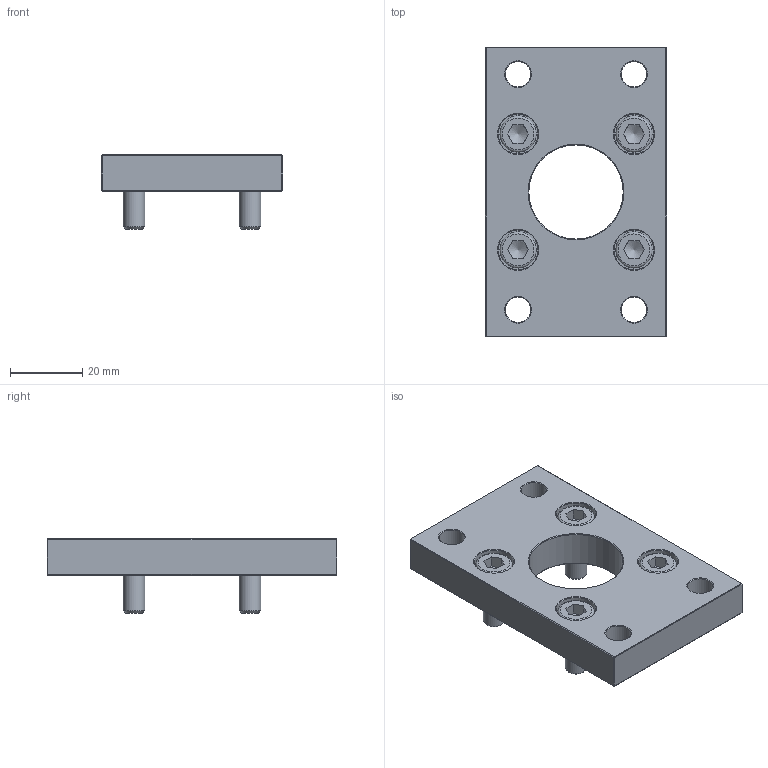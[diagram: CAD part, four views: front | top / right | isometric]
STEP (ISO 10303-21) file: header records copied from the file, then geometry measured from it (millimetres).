
FILE_DESCRIPTION(/* description */ (''),/* implementation_level */ '2;1');
FILE_NAME(/* name */ 'CAD_108626.stp',/* time_stamp */ '2021-01-19T10:35:11+01:00',/* author */ ('Hypex'),/* organization */ ('Hypex'),/* preprocessor_version */ 'ST-DEVELOPER v18',/* originating_system */ 'Autodesk Inventor 2020',/* authorisation */ '');
FILE_SCHEMA (('AUTOMOTIVE_DESIGN { 1 0 10303 214 3 1 1 }'));
Length unit declared in the file: millimetre
Products named in the file (1): CAD_108626
Bounding box: 50 x 80 x 20.5 mm (x, y, z)
Volume: 33307.6 mm3; surface area: 13980.7 mm2
Topology: 1 solids, 1 shells, 125 faces, 303 edges, 196 vertices
Faces by surface type: plane 66, cone 30, cylinder 21, torus 8
Full cylindrical faces by diameter (mm): 6 x4, 6.6 x4, 7 x4, 10 x4, 11 x4, 26 x1
Entity records: 3833 total; most frequent: CARTESIAN_POINT 677, DIRECTION 647, ORIENTED_EDGE 598, EDGE_CURVE 299, AXIS2_PLACEMENT_3D 250, VERTEX_POINT 196, EDGE_LOOP 155, LINE 147
